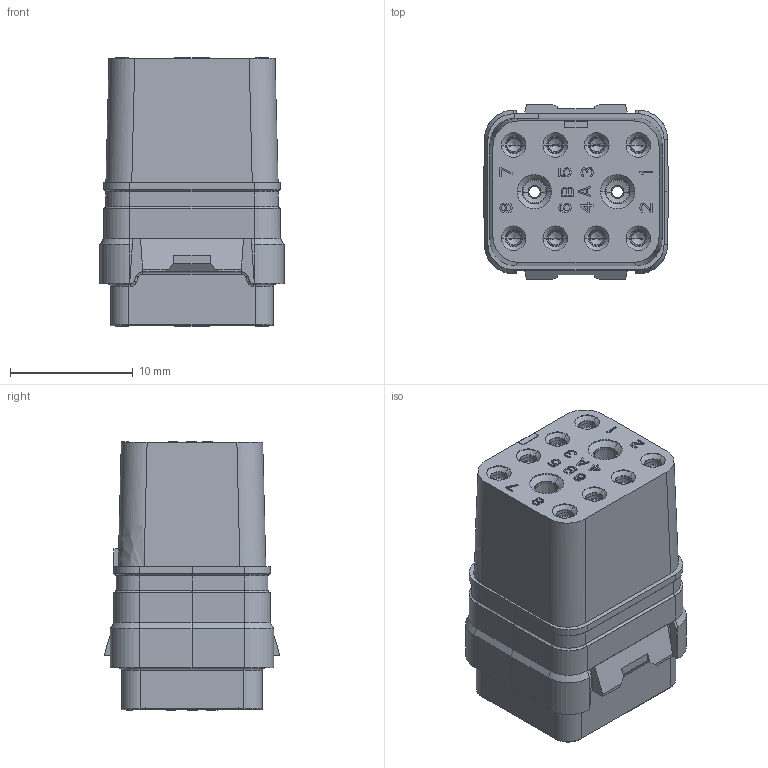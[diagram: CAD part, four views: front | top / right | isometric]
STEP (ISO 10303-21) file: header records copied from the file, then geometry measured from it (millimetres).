
FILE_DESCRIPTION((''),'2;1');
FILE_NAME('SIMM0910SNC','2020-02-04T',('presta_be4'),(''),'CREO PARAMETRIC BY PTC INC, 2018360','CREO PARAMETRIC BY PTC INC, 2018360','');
FILE_SCHEMA(('CONFIG_CONTROL_DESIGN'));
Products named in the file (1): SIMM0910SNC
Bounding box: 15 x 14.2 x 21.85 mm (x, y, z)
Volume: 2574.2 mm3; surface area: 5027.4 mm2
Topology: 9 solids, 9 shells, 2086 faces, 5064 edges, 3096 vertices
Faces by surface type: plane 974, cylinder 436, torus 388, cone 264, bspline 24
Entity records: 63370 total; most frequent: CARTESIAN_POINT 13474, DIRECTION 10902, ORIENTED_EDGE 10064, EDGE_CURVE 5032, AXIS2_PLACEMENT_3D 3898, VECTOR 3106, LINE 3106, VERTEX_POINT 3096
